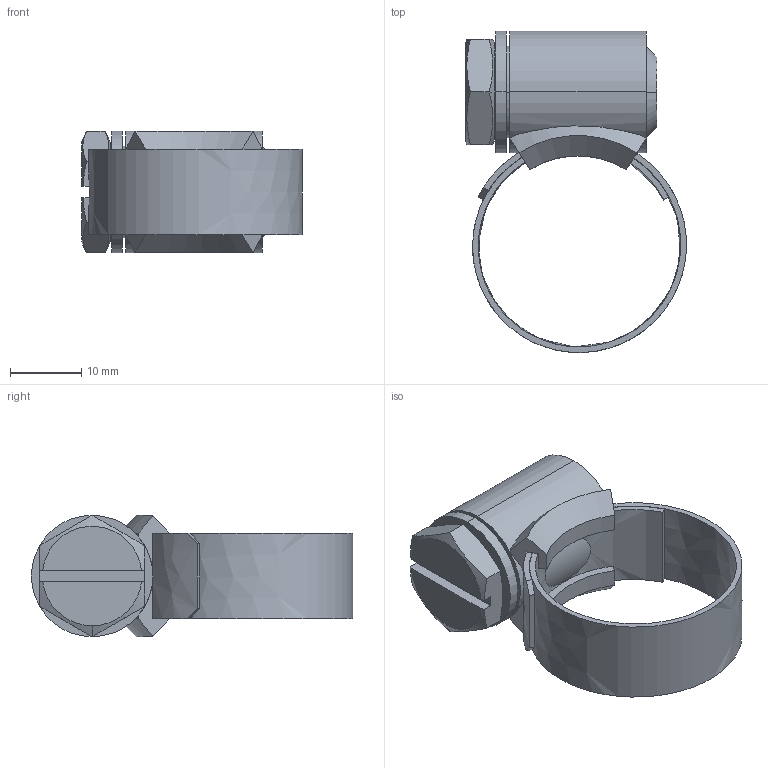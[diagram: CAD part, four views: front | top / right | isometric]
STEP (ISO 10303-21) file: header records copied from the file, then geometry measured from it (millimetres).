
FILE_DESCRIPTION (( 'STEP AP203' ), '1' );
FILE_NAME ('3D-R148_19-28_171781080.STEP', '2024-08-31T18:18:44', ( '' ), ( '' ), 'SwSTEP 2.0', 'SolidWorks 2024', '' );
FILE_SCHEMA (( 'CONFIG_CONTROL_DESIGN' ));
Length unit declared in the file: millimetre
Products named in the file (1): 3D-R148_19-28_171781080
Bounding box: 30.93 x 44.97 x 17 mm (x, y, z)
Volume: 6887.4 mm3; surface area: 6268.2 mm2
Topology: 2 solids, 3 shells, 82 faces, 207 edges, 133 vertices
Faces by surface type: plane 38, cylinder 29, cone 11, bspline 4
Entity records: 3766 total; most frequent: CARTESIAN_POINT 1813, ORIENTED_EDGE 414, DIRECTION 342, EDGE_CURVE 207, VERTEX_POINT 133, AXIS2_PLACEMENT_3D 126, EDGE_LOOP 94, VECTOR 90
